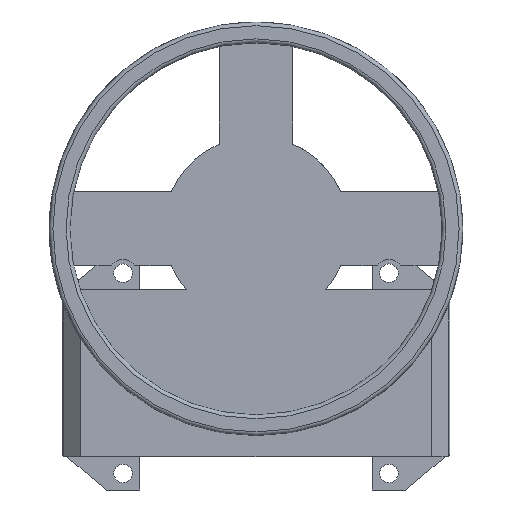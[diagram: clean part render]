
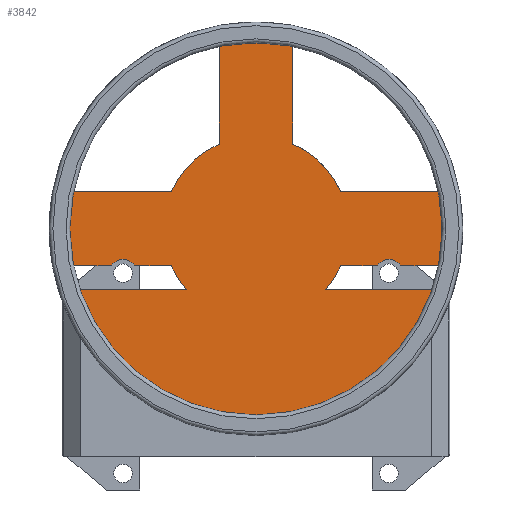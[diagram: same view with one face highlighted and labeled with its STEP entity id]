
A CAD part, front view. The second image highlights one B-rep face of the part: STEP entity #3842.
In plain terms, the highlighted planar face has unit normal (0, -1, 0).
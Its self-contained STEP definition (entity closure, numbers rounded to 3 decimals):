
#149=CIRCLE('',#4141,25.);
#172=CIRCLE('',#4184,50.425);
#174=CIRCLE('',#4186,50.425);
#176=CIRCLE('',#4188,50.425);
#177=CIRCLE('',#4189,50.425);
#178=CIRCLE('',#4190,50.425);
#180=CIRCLE('',#4195,53.25);
#182=CIRCLE('',#4202,53.25);
#187=CIRCLE('',#4222,3.75);
#188=CIRCLE('',#4224,3.75);
#189=CIRCLE('',#4227,25.);
#190=CIRCLE('',#4228,25.);
#191=CIRCLE('',#4229,25.);
#507=FACE_OUTER_BOUND('',#728,.T.);
#728=EDGE_LOOP('',(#3374,#3375,#3376,#3377,#3378,#3379,#3380,#3381,#3382,
#3383,#3384,#3385,#3386,#3387,#3388,#3389,#3390,#3391,#3392,#3393,#3394,
#3395,#3396,#3397,#3398,#3399,#3400));
#934=LINE('',#6500,#1303);
#984=LINE('',#6629,#1353);
#1002=LINE('',#6729,#1371);
#1021=LINE('',#6886,#1390);
#1044=LINE('',#7048,#1413);
#1065=LINE('',#7124,#1434);
#1067=LINE('',#7128,#1436);
#1094=LINE('',#7191,#1463);
#1095=LINE('',#7193,#1464);
#1096=LINE('',#7196,#1465);
#1097=LINE('',#7198,#1466);
#1098=LINE('',#7200,#1467);
#1099=LINE('',#7201,#1468);
#1100=LINE('',#7203,#1469);
#1303=VECTOR('',#4774,10.);
#1353=VECTOR('',#4890,10.);
#1371=VECTOR('',#4956,10.);
#1390=VECTOR('',#5037,10.);
#1413=VECTOR('',#5122,10.);
#1434=VECTOR('',#5203,10.);
#1436=VECTOR('',#5209,10.);
#1463=VECTOR('',#5276,10.);
#1464=VECTOR('',#5279,10.);
#1465=VECTOR('',#5282,10.);
#1466=VECTOR('',#5283,10.);
#1467=VECTOR('',#5286,10.);
#1468=VECTOR('',#5287,10.);
#1469=VECTOR('',#5290,10.);
#1663=VERTEX_POINT('',#6497);
#1664=VERTEX_POINT('',#6499);
#1709=VERTEX_POINT('',#6626);
#1710=VERTEX_POINT('',#6628);
#1729=VERTEX_POINT('',#6726);
#1730=VERTEX_POINT('',#6728);
#1762=VERTEX_POINT('',#6860);
#1763=VERTEX_POINT('',#6862);
#1767=VERTEX_POINT('',#6884);
#1796=VERTEX_POINT('',#7045);
#1797=VERTEX_POINT('',#7047);
#1802=VERTEX_POINT('',#7064);
#1804=VERTEX_POINT('',#7069);
#1805=VERTEX_POINT('',#7071);
#1808=VERTEX_POINT('',#7077);
#1809=VERTEX_POINT('',#7079);
#1810=VERTEX_POINT('',#7083);
#1817=VERTEX_POINT('',#7100);
#1818=VERTEX_POINT('',#7102);
#1820=VERTEX_POINT('',#7115);
#1822=VERTEX_POINT('',#7119);
#1834=VERTEX_POINT('',#7176);
#1836=VERTEX_POINT('',#7180);
#1837=VERTEX_POINT('',#7184);
#1838=VERTEX_POINT('',#7189);
#1839=VERTEX_POINT('',#7194);
#1840=VERTEX_POINT('',#7197);
#2108=EDGE_CURVE('',#1664,#1663,#934,.T.);
#2174=EDGE_CURVE('',#1710,#1709,#984,.T.);
#2206=EDGE_CURVE('',#1730,#1729,#1002,.T.);
#2248=EDGE_CURVE('',#1763,#1762,#149,.T.);
#2254=EDGE_CURVE('',#1762,#1767,#1021,.T.);
#2302=EDGE_CURVE('',#1797,#1796,#1044,.T.);
#2311=EDGE_CURVE('',#1802,#1729,#172,.T.);
#2314=EDGE_CURVE('',#1804,#1805,#174,.T.);
#2318=EDGE_CURVE('',#1808,#1809,#176,.T.);
#2320=EDGE_CURVE('',#1809,#1767,#177,.T.);
#2322=EDGE_CURVE('',#1810,#1796,#178,.T.);
#2330=EDGE_CURVE('',#1818,#1817,#180,.T.);
#2340=EDGE_CURVE('',#1820,#1822,#182,.T.);
#2342=EDGE_CURVE('',#1805,#1822,#1065,.T.);
#2344=EDGE_CURVE('',#1710,#1817,#1067,.T.);
#2372=EDGE_CURVE('',#1834,#1836,#187,.T.);
#2374=EDGE_CURVE('',#1837,#1730,#188,.T.);
#2377=EDGE_CURVE('',#1836,#1838,#1094,.T.);
#2378=EDGE_CURVE('',#1818,#1804,#1095,.T.);
#2379=EDGE_CURVE('',#1709,#1839,#189,.T.);
#2380=EDGE_CURVE('',#1839,#1837,#1096,.T.);
#2381=EDGE_CURVE('',#1802,#1840,#1097,.T.);
#2382=EDGE_CURVE('',#1840,#1797,#190,.T.);
#2383=EDGE_CURVE('',#1810,#1763,#1098,.T.);
#2384=EDGE_CURVE('',#1808,#1834,#1099,.T.);
#2385=EDGE_CURVE('',#1838,#1664,#191,.T.);
#2386=EDGE_CURVE('',#1820,#1663,#1100,.T.);
#3374=ORIENTED_EDGE('',*,*,#2340,.T.);
#3375=ORIENTED_EDGE('',*,*,#2342,.F.);
#3376=ORIENTED_EDGE('',*,*,#2314,.F.);
#3377=ORIENTED_EDGE('',*,*,#2378,.F.);
#3378=ORIENTED_EDGE('',*,*,#2330,.T.);
#3379=ORIENTED_EDGE('',*,*,#2344,.F.);
#3380=ORIENTED_EDGE('',*,*,#2174,.T.);
#3381=ORIENTED_EDGE('',*,*,#2379,.T.);
#3382=ORIENTED_EDGE('',*,*,#2380,.T.);
#3383=ORIENTED_EDGE('',*,*,#2374,.T.);
#3384=ORIENTED_EDGE('',*,*,#2206,.T.);
#3385=ORIENTED_EDGE('',*,*,#2311,.F.);
#3386=ORIENTED_EDGE('',*,*,#2381,.T.);
#3387=ORIENTED_EDGE('',*,*,#2382,.T.);
#3388=ORIENTED_EDGE('',*,*,#2302,.T.);
#3389=ORIENTED_EDGE('',*,*,#2322,.F.);
#3390=ORIENTED_EDGE('',*,*,#2383,.T.);
#3391=ORIENTED_EDGE('',*,*,#2248,.T.);
#3392=ORIENTED_EDGE('',*,*,#2254,.T.);
#3393=ORIENTED_EDGE('',*,*,#2320,.F.);
#3394=ORIENTED_EDGE('',*,*,#2318,.F.);
#3395=ORIENTED_EDGE('',*,*,#2384,.T.);
#3396=ORIENTED_EDGE('',*,*,#2372,.T.);
#3397=ORIENTED_EDGE('',*,*,#2377,.T.);
#3398=ORIENTED_EDGE('',*,*,#2385,.T.);
#3399=ORIENTED_EDGE('',*,*,#2108,.T.);
#3400=ORIENTED_EDGE('',*,*,#2386,.F.);
#3643=PLANE('',#4226);
#3842=ADVANCED_FACE('',(#507),#3643,.F.);
#4141=AXIS2_PLACEMENT_3D('',#6863,#5030,#5031);
#4184=AXIS2_PLACEMENT_3D('',#7066,#5145,#5146);
#4186=AXIS2_PLACEMENT_3D('',#7072,#5150,#5151);
#4188=AXIS2_PLACEMENT_3D('',#7080,#5156,#5157);
#4189=AXIS2_PLACEMENT_3D('',#7082,#5159,#5160);
#4190=AXIS2_PLACEMENT_3D('',#7085,#5162,#5163);
#4195=AXIS2_PLACEMENT_3D('',#7103,#5177,#5178);
#4202=AXIS2_PLACEMENT_3D('',#7121,#5198,#5199);
#4222=AXIS2_PLACEMENT_3D('',#7182,#5265,#5266);
#4224=AXIS2_PLACEMENT_3D('',#7186,#5270,#5271);
#4226=AXIS2_PLACEMENT_3D('',#7192,#5277,#5278);
#4227=AXIS2_PLACEMENT_3D('',#7195,#5280,#5281);
#4228=AXIS2_PLACEMENT_3D('',#7199,#5284,#5285);
#4229=AXIS2_PLACEMENT_3D('',#7202,#5288,#5289);
#4774=DIRECTION('',(-1.,0.,0.));
#4890=DIRECTION('',(-1.,0.,0.));
#4956=DIRECTION('',(1.,0.,0.));
#5030=DIRECTION('center_axis',(0.,-1.,0.));
#5031=DIRECTION('ref_axis',(-1.,0.,0.));
#5037=DIRECTION('',(-1.,0.,0.));
#5122=DIRECTION('',(0.,0.,1.));
#5145=DIRECTION('center_axis',(0.,1.,0.));
#5146=DIRECTION('ref_axis',(1.,0.,0.));
#5150=DIRECTION('center_axis',(0.,1.,0.));
#5151=DIRECTION('ref_axis',(1.,0.,0.));
#5156=DIRECTION('center_axis',(0.,1.,0.));
#5157=DIRECTION('ref_axis',(1.,0.,0.));
#5159=DIRECTION('center_axis',(0.,1.,0.));
#5160=DIRECTION('ref_axis',(1.,0.,0.));
#5162=DIRECTION('center_axis',(0.,1.,0.));
#5163=DIRECTION('ref_axis',(1.,0.,0.));
#5177=DIRECTION('center_axis',(0.,-1.,0.));
#5178=DIRECTION('ref_axis',(0.931,0.,-0.366));
#5198=DIRECTION('center_axis',(0.,-1.,0.));
#5199=DIRECTION('ref_axis',(0.931,0.,-0.366));
#5203=DIRECTION('',(0.,0.,-1.));
#5209=DIRECTION('',(0.,0.,-1.));
#5265=DIRECTION('center_axis',(0.,1.,0.));
#5266=DIRECTION('ref_axis',(1.,0.,0.));
#5270=DIRECTION('center_axis',(0.,1.,0.));
#5271=DIRECTION('ref_axis',(1.,0.,0.));
#5276=DIRECTION('',(1.,0.,0.));
#5277=DIRECTION('center_axis',(0.,1.,0.));
#5278=DIRECTION('ref_axis',(-1.,0.,0.));
#5279=DIRECTION('',(0.,0.,1.));
#5280=DIRECTION('center_axis',(0.,-1.,0.));
#5281=DIRECTION('ref_axis',(-1.,0.,0.));
#5282=DIRECTION('',(1.,0.,0.));
#5283=DIRECTION('',(-1.,0.,0.));
#5284=DIRECTION('center_axis',(0.,-1.,0.));
#5285=DIRECTION('ref_axis',(-1.,0.,0.));
#5286=DIRECTION('',(0.,0.,-1.));
#5287=DIRECTION('',(1.,0.,0.));
#5288=DIRECTION('center_axis',(0.,-1.,0.));
#5289=DIRECTION('ref_axis',(-1.,0.,0.));
#5290=DIRECTION('',(0.,0.,1.));
#6497=CARTESIAN_POINT('',(-47.5,10.,-16.5));
#6499=CARTESIAN_POINT('',(-18.782,10.,-16.5));
#6500=CARTESIAN_POINT('',(52.5,10.,-16.5));
#6626=CARTESIAN_POINT('',(18.782,10.,-16.5));
#6628=CARTESIAN_POINT('',(47.5,10.,-16.5));
#6629=CARTESIAN_POINT('',(52.5,10.,-16.5));
#6726=CARTESIAN_POINT('',(49.423,10.,-10.));
#6728=CARTESIAN_POINT('',(39.172,10.,-10.));
#6729=CARTESIAN_POINT('',(27.55,10.,-10.));
#6860=CARTESIAN_POINT('',(-22.913,10.,10.));
#6862=CARTESIAN_POINT('',(-10.,10.,22.913));
#6863=CARTESIAN_POINT('Origin',(0.,10.,0.));
#6884=CARTESIAN_POINT('',(-49.423,10.,10.));
#6886=CARTESIAN_POINT('',(-27.55,10.,10.));
#7045=CARTESIAN_POINT('',(10.,10.,49.423));
#7047=CARTESIAN_POINT('',(10.,10.,22.913));
#7048=CARTESIAN_POINT('',(10.,10.,27.55));
#7064=CARTESIAN_POINT('',(49.423,10.,10.));
#7066=CARTESIAN_POINT('Origin',(0.,10.,0.));
#7069=CARTESIAN_POINT('',(10.,10.,-49.423));
#7071=CARTESIAN_POINT('',(-10.,10.,-49.423));
#7072=CARTESIAN_POINT('Origin',(0.,10.,0.));
#7077=CARTESIAN_POINT('',(-49.423,10.,-10.));
#7079=CARTESIAN_POINT('',(-50.425,10.,0.));
#7080=CARTESIAN_POINT('Origin',(0.,10.,0.));
#7082=CARTESIAN_POINT('Origin',(0.,10.,0.));
#7083=CARTESIAN_POINT('',(-10.,10.,49.423));
#7085=CARTESIAN_POINT('Origin',(0.,10.,0.));
#7100=CARTESIAN_POINT('',(47.5,10.,-24.069));
#7102=CARTESIAN_POINT('',(10.,10.,-52.303));
#7103=CARTESIAN_POINT('Origin',(0.,10.,0.));
#7115=CARTESIAN_POINT('',(-47.5,10.,-24.069));
#7119=CARTESIAN_POINT('',(-10.,10.,-52.303));
#7121=CARTESIAN_POINT('Origin',(0.,10.,0.));
#7124=CARTESIAN_POINT('',(-10.,10.,-47.103));
#7128=CARTESIAN_POINT('',(47.5,10.,-30.856));
#7176=CARTESIAN_POINT('',(-39.172,10.,-10.));
#7180=CARTESIAN_POINT('',(-32.828,10.,-10.));
#7182=CARTESIAN_POINT('Origin',(-36.,10.,-12.));
#7184=CARTESIAN_POINT('',(32.828,10.,-10.));
#7186=CARTESIAN_POINT('Origin',(36.,10.,-12.));
#7189=CARTESIAN_POINT('',(-22.913,10.,-10.));
#7191=CARTESIAN_POINT('',(-11.456,10.,-10.));
#7192=CARTESIAN_POINT('Origin',(0.,10.,0.));
#7193=CARTESIAN_POINT('',(10.,10.,-31.009));
#7194=CARTESIAN_POINT('',(22.913,10.,-10.));
#7195=CARTESIAN_POINT('Origin',(0.,10.,0.));
#7196=CARTESIAN_POINT('',(27.55,10.,-10.));
#7197=CARTESIAN_POINT('',(22.913,10.,10.));
#7198=CARTESIAN_POINT('',(11.456,10.,10.));
#7199=CARTESIAN_POINT('Origin',(0.,10.,0.));
#7200=CARTESIAN_POINT('',(-10.,10.,11.456));
#7201=CARTESIAN_POINT('',(-11.456,10.,-10.));
#7202=CARTESIAN_POINT('Origin',(0.,10.,0.));
#7203=CARTESIAN_POINT('',(-47.5,10.,-8.25));
